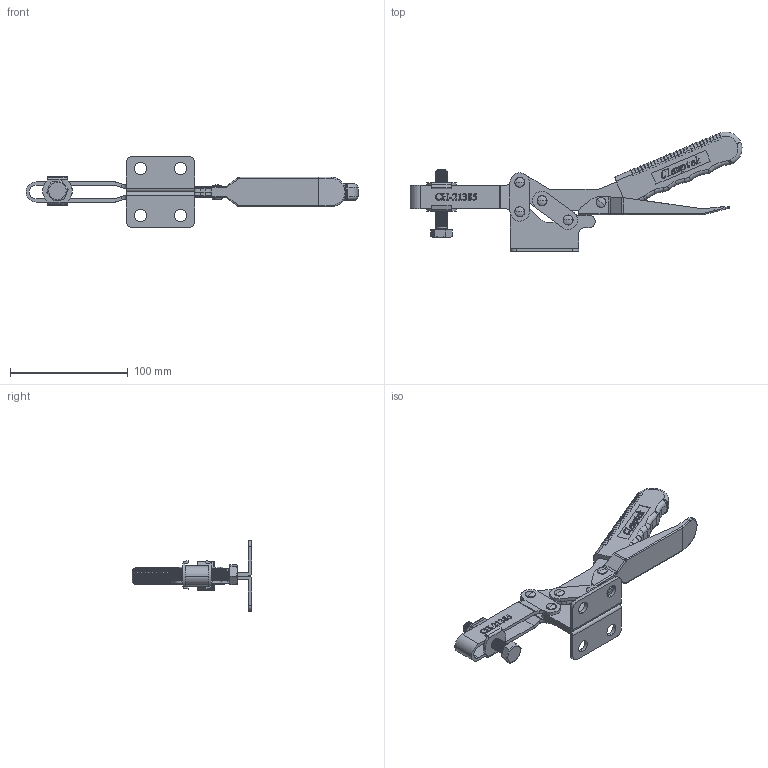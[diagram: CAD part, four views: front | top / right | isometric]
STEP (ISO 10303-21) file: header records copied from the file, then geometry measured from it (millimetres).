
FILE_DESCRIPTION (( 'STEP AP203' ), '1' );
FILE_NAME ('CH-21385.STEP', '2012-09-29T01:28:26', ( '微软用户' ), ( '微软中国' ), 'SwSTEP 2.0', 'SolidWorks 2010', '' );
FILE_SCHEMA (( 'CONFIG_CONTROL_DESIGN' ));
Products named in the file (11): 21385-04; 21385-03; 21385-07; CH-SA-38200; CH-21385; 21385-01; 21385-02; 21385-05; FW380; 21385-06; 21385-06-1
Assembly tree (15 placements, depth 2):
  CH-21385
    FW380  x2
    21385-01
    21385-05
    21385-07
    CH-SA-38200
    21385-06  x4
    21385-03
    21385-06-1
    21385-02
    21385-04  x2
Bounding box: 281.36 x 101.52 x 60 mm (x, y, z)
Volume: 101404.1 mm3; surface area: 66792 mm2
Topology: 16 solids, 16 shells, 1629 faces, 4289 edges, 2742 vertices
Faces by surface type: plane 619, cylinder 455, bspline 399, torus 126, sphere 16, cone 14
Entity records: 79359 total; most frequent: CARTESIAN_POINT 42685, ORIENTED_EDGE 8118, DIRECTION 6154, EDGE_CURVE 4059, VERTEX_POINT 2608, VECTOR 2284, LINE 2284, AXIS2_PLACEMENT_3D 1935
